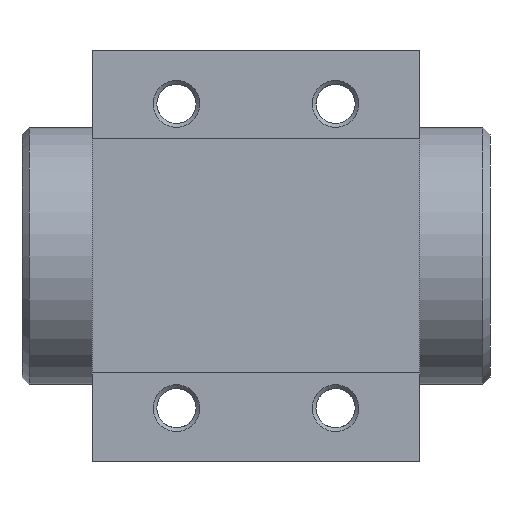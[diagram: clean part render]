
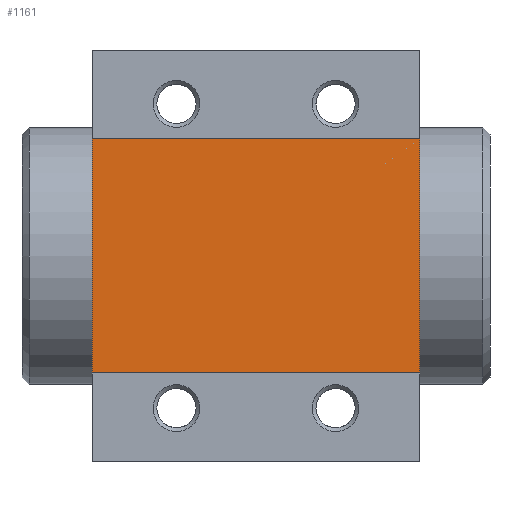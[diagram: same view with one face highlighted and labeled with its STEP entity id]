
A CAD part, front view. The second image highlights one B-rep face of the part: STEP entity #1161.
In plain terms, the highlighted planar face has unit normal (0, -1, 0).
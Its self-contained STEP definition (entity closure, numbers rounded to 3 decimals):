
#36=PLANE('',#1296);
#111=LINE('',#2205,#151);
#113=LINE('',#2209,#153);
#114=LINE('',#2211,#154);
#115=LINE('',#2213,#155);
#151=VECTOR('',#1555,1000.);
#153=VECTOR('',#1559,1000.);
#154=VECTOR('',#1560,1000.);
#155=VECTOR('',#1561,1000.);
#323=ORIENTED_EDGE('',*,*,#604,.T.);
#324=ORIENTED_EDGE('',*,*,#605,.F.);
#325=ORIENTED_EDGE('',*,*,#606,.F.);
#326=ORIENTED_EDGE('',*,*,#602,.T.);
#602=EDGE_CURVE('',#736,#735,#111,.T.);
#604=EDGE_CURVE('',#735,#737,#113,.T.);
#605=EDGE_CURVE('',#738,#737,#114,.T.);
#606=EDGE_CURVE('',#736,#738,#115,.T.);
#735=VERTEX_POINT('',#2204);
#736=VERTEX_POINT('',#2206);
#737=VERTEX_POINT('',#2210);
#738=VERTEX_POINT('',#2212);
#831=EDGE_LOOP('',(#323,#324,#325,#326));
#989=FACE_BOUND('',#831,.T.);
#1161=ADVANCED_FACE('',(#989),#36,.F.);
#1296=AXIS2_PLACEMENT_3D('',#2208,#1557,#1558);
#1555=DIRECTION('',(-1.,0.,0.));
#1557=DIRECTION('',(0.,1.,0.));
#1558=DIRECTION('',(0.,0.,1.));
#1559=DIRECTION('',(0.,0.,-1.));
#1560=DIRECTION('',(-1.,0.,0.));
#1561=DIRECTION('',(0.,0.,-1.));
#2204=CARTESIAN_POINT('',(-35.,2.75,25.));
#2205=CARTESIAN_POINT('',(35.,2.75,25.));
#2206=CARTESIAN_POINT('',(35.,2.75,25.));
#2208=CARTESIAN_POINT('',(35.,2.75,25.));
#2209=CARTESIAN_POINT('',(-35.,2.75,25.));
#2210=CARTESIAN_POINT('',(-35.,2.75,-25.));
#2211=CARTESIAN_POINT('',(35.,2.75,-25.));
#2212=CARTESIAN_POINT('',(35.,2.75,-25.));
#2213=CARTESIAN_POINT('',(35.,2.75,25.));
